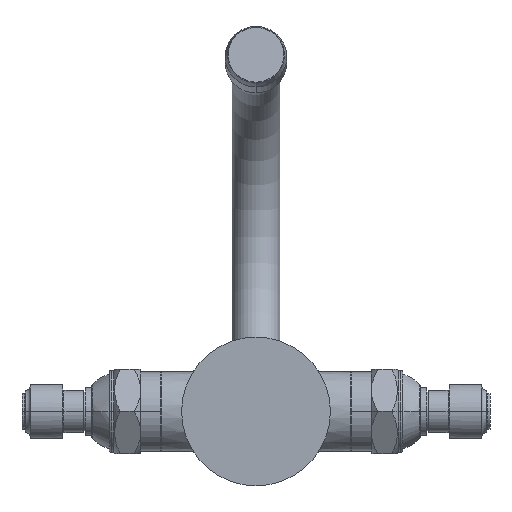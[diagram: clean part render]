
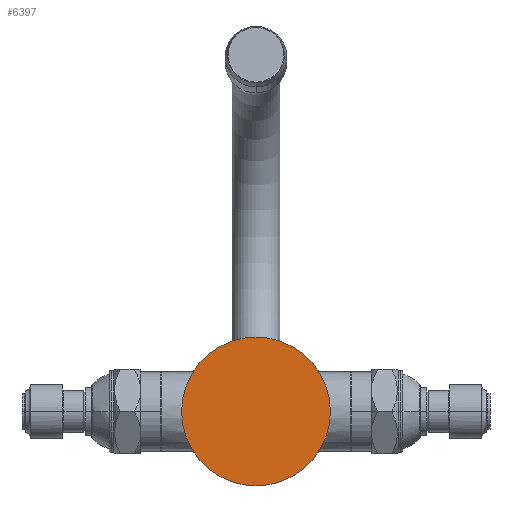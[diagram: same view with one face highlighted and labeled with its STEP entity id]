
A CAD part, front view. The second image highlights one B-rep face of the part: STEP entity #6397.
In plain terms, the highlighted planar face has unit normal (0, -1, 0).
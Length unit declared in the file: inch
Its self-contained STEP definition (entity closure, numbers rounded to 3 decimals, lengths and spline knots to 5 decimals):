
#159=CARTESIAN_POINT('',(0.,0.,0.));
#160=DIRECTION('',(0.,1.,0.));
#161=DIRECTION('',(0.,0.,-1.));
#162=AXIS2_PLACEMENT_3D('',#159,#160,#161);
#168=CARTESIAN_POINT('',(0.,0.,0.));
#169=DIRECTION('',(0.,-1.,0.));
#170=DIRECTION('',(0.,0.,-1.));
#171=AXIS2_PLACEMENT_3D('',#168,#169,#170);
#6002=CARTESIAN_POINT('',(0.,0.,1.1));
#6004=VERTEX_POINT('',#6002);
#6006=CARTESIAN_POINT('',(0.,0.,-1.1));
#6008=VERTEX_POINT('',#6006);
#6386=CARTESIAN_POINT('',(0.,0.,0.));
#6387=DIRECTION('',(0.,-1.,0.));
#6388=DIRECTION('',(1.,0.,0.));
#6389=AXIS2_PLACEMENT_3D('',#6386,#6387,#6388);
#6390=PLANE('',#6389);
#6392=ORIENTED_EDGE('',*,*,#6391,.T.);
#6394=ORIENTED_EDGE('',*,*,#6393,.F.);
#6395=EDGE_LOOP('',(#6392,#6394));
#6396=FACE_OUTER_BOUND('',#6395,.F.);
#163=CIRCLE('',#162,1.1);
#172=CIRCLE('',#171,1.1);
#6391=EDGE_CURVE('',#6008,#6004,#163,.T.);
#6393=EDGE_CURVE('',#6008,#6004,#172,.T.);
#6397=ADVANCED_FACE('',(#6396),#6390,.T.);
